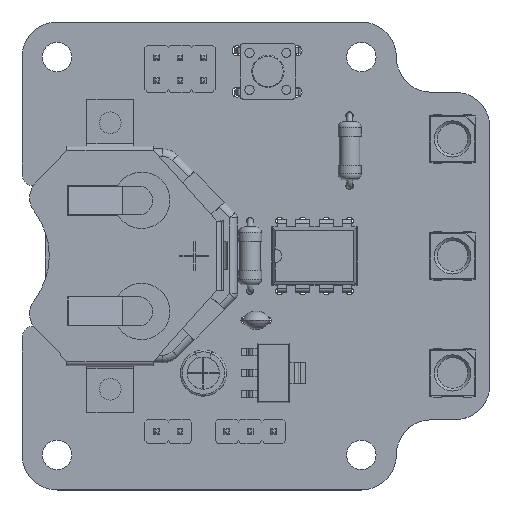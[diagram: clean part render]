
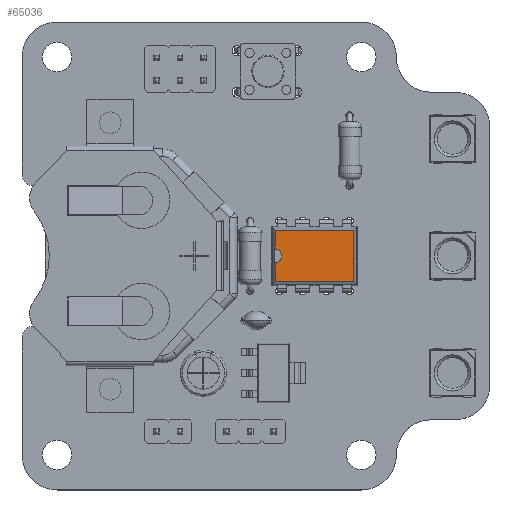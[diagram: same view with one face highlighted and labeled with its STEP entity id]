
A CAD part, top view. The second image highlights one B-rep face of the part: STEP entity #65036.
In plain terms, the highlighted planar face has unit normal (0, 0, 1).
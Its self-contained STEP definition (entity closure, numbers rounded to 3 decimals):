
#56861 = B_SPLINE_SURFACE_WITH_KNOTS('',1,1,(
    (#56862,#56863)
    ,(#56864,#56865
    )),.UNSPECIFIED.,.F.,.F.,.F.,(2,2),(2,2),(0.,9.12),(0.,1.),
  .PIECEWISE_BEZIER_KNOTS.);
#56862 = CARTESIAN_POINT('',(6.91,-8.37,2.157));
#56863 = CARTESIAN_POINT('',(6.586,-8.046,3.68));
#56864 = CARTESIAN_POINT('',(6.91,0.75,2.157));
#56865 = CARTESIAN_POINT('',(6.586,0.426,3.68));
#58690 = B_SPLINE_SURFACE_WITH_KNOTS('',1,1,(
    (#58691,#58692)
    ,(#58693,#58694
    )),.UNSPECIFIED.,.F.,.F.,.F.,(2,2),(2,2),(0.,6.2),(0.,1.),
  .PIECEWISE_BEZIER_KNOTS.);
#58691 = CARTESIAN_POINT('',(6.91,0.75,2.157));
#58692 = CARTESIAN_POINT('',(6.586,0.426,3.68));
#58693 = CARTESIAN_POINT('',(0.71,0.75,2.157));
#58694 = CARTESIAN_POINT('',(1.034,0.426,3.68));
#58771 = B_SPLINE_SURFACE_WITH_KNOTS('',1,1,(
    (#58772,#58773)
    ,(#58774,#58775
    )),.UNSPECIFIED.,.F.,.F.,.F.,(2,2),(2,2),(0.,9.12),(0.,1.),
  .PIECEWISE_BEZIER_KNOTS.);
#58772 = CARTESIAN_POINT('',(0.71,0.75,2.157));
#58773 = CARTESIAN_POINT('',(1.034,0.426,3.68));
#58774 = CARTESIAN_POINT('',(0.71,-8.37,2.157));
#58775 = CARTESIAN_POINT('',(1.034,-8.046,3.68));
#60587 = B_SPLINE_SURFACE_WITH_KNOTS('',1,1,(
    (#60588,#60589)
    ,(#60590,#60591
    )),.UNSPECIFIED.,.F.,.F.,.F.,(2,2),(2,2),(0.,6.2),(0.,1.),
  .PIECEWISE_BEZIER_KNOTS.);
#60588 = CARTESIAN_POINT('',(0.71,-8.37,2.157));
#60589 = CARTESIAN_POINT('',(1.034,-8.046,3.68));
#60590 = CARTESIAN_POINT('',(6.91,-8.37,2.157));
#60591 = CARTESIAN_POINT('',(6.586,-8.046,3.68));
#60693 = VERTEX_POINT('',#60694);
#60694 = CARTESIAN_POINT('',(6.586,0.426,3.68));
#60714 = EDGE_CURVE('',#60715,#60693,#60717,.T.);
#60715 = VERTEX_POINT('',#60716);
#60716 = CARTESIAN_POINT('',(6.586,-8.046,3.68));
#60717 = SURFACE_CURVE('',#60718,(#60722,#60728),.PCURVE_S1.);
#60718 = LINE('',#60719,#60720);
#60719 = CARTESIAN_POINT('',(6.586,-8.046,3.68));
#60720 = VECTOR('',#60721,1.);
#60721 = DIRECTION('',(0.,1.,0.));
#60722 = PCURVE('',#56861,#60723);
#60723 = DEFINITIONAL_REPRESENTATION('',(#60724),#60727);
#60724 = B_SPLINE_CURVE_WITH_KNOTS('',1,(#60725,#60726),.UNSPECIFIED.,
  .F.,.F.,(2,2),(0.,8.473),.PIECEWISE_BEZIER_KNOTS.);
#60725 = CARTESIAN_POINT('',(0.,1.));
#60726 = CARTESIAN_POINT('',(9.12,1.));
#60727 = ( GEOMETRIC_REPRESENTATION_CONTEXT(2) 
PARAMETRIC_REPRESENTATION_CONTEXT() REPRESENTATION_CONTEXT('2D SPACE',''
  ) );
#60728 = PCURVE('',#60729,#60734);
#60729 = PLANE('',#60730);
#60730 = AXIS2_PLACEMENT_3D('',#60731,#60732,#60733);
#60731 = CARTESIAN_POINT('',(6.586,-8.046,3.68));
#60732 = DIRECTION('',(-0.,0.,-1.));
#60733 = DIRECTION('',(-0.548,0.836,0.));
#60734 = DEFINITIONAL_REPRESENTATION('',(#60735),#60739);
#60735 = LINE('',#60736,#60737);
#60736 = CARTESIAN_POINT('',(0.,0.));
#60737 = VECTOR('',#60738,1.);
#60738 = DIRECTION('',(0.836,0.548));
#60739 = ( GEOMETRIC_REPRESENTATION_CONTEXT(2) 
PARAMETRIC_REPRESENTATION_CONTEXT() REPRESENTATION_CONTEXT('2D SPACE',''
  ) );
#62423 = VERTEX_POINT('',#62424);
#62424 = CARTESIAN_POINT('',(1.034,0.426,3.68));
#62444 = EDGE_CURVE('',#62445,#62423,#62447,.T.);
#62445 = VERTEX_POINT('',#62446);
#62446 = CARTESIAN_POINT('',(3.064,0.426,3.68));
#62447 = SURFACE_CURVE('',#62448,(#62452,#62458),.PCURVE_S1.);
#62448 = LINE('',#62449,#62450);
#62449 = CARTESIAN_POINT('',(6.586,0.426,3.68));
#62450 = VECTOR('',#62451,1.);
#62451 = DIRECTION('',(-1.,0.,0.));
#62452 = PCURVE('',#58690,#62453);
#62453 = DEFINITIONAL_REPRESENTATION('',(#62454),#62457);
#62454 = B_SPLINE_CURVE_WITH_KNOTS('',1,(#62455,#62456),.UNSPECIFIED.,
  .F.,.F.,(2,2),(3.523,5.553),
  .PIECEWISE_BEZIER_KNOTS.);
#62455 = CARTESIAN_POINT('',(3.933,1.));
#62456 = CARTESIAN_POINT('',(6.2,1.));
#62457 = ( GEOMETRIC_REPRESENTATION_CONTEXT(2) 
PARAMETRIC_REPRESENTATION_CONTEXT() REPRESENTATION_CONTEXT('2D SPACE',''
  ) );
#62458 = PCURVE('',#60729,#62459);
#62459 = DEFINITIONAL_REPRESENTATION('',(#62460),#62464);
#62460 = LINE('',#62461,#62462);
#62461 = CARTESIAN_POINT('',(7.086,4.644));
#62462 = VECTOR('',#62463,1.);
#62463 = DIRECTION('',(0.548,-0.836));
#62464 = ( GEOMETRIC_REPRESENTATION_CONTEXT(2) 
PARAMETRIC_REPRESENTATION_CONTEXT() REPRESENTATION_CONTEXT('2D SPACE',''
  ) );
#62646 = CYLINDRICAL_SURFACE('',#62647,0.75);
#62647 = AXIS2_PLACEMENT_3D('',#62648,#62649,#62650);
#62648 = CARTESIAN_POINT('',(3.81,0.501,3.68));
#62649 = DIRECTION('',(-0.,0.,-1.));
#62650 = DIRECTION('',(0.,-1.,-0.));
#62948 = VERTEX_POINT('',#62949);
#62949 = CARTESIAN_POINT('',(4.556,0.426,3.68));
#63200 = EDGE_CURVE('',#60693,#62948,#63201,.T.);
#63201 = SURFACE_CURVE('',#63202,(#63206,#63212),.PCURVE_S1.);
#63202 = LINE('',#63203,#63204);
#63203 = CARTESIAN_POINT('',(6.586,0.426,3.68));
#63204 = VECTOR('',#63205,1.);
#63205 = DIRECTION('',(-1.,0.,0.));
#63206 = PCURVE('',#58690,#63207);
#63207 = DEFINITIONAL_REPRESENTATION('',(#63208),#63211);
#63208 = B_SPLINE_CURVE_WITH_KNOTS('',1,(#63209,#63210),.UNSPECIFIED.,
  .F.,.F.,(2,2),(0.,2.03),.PIECEWISE_BEZIER_KNOTS.);
#63209 = CARTESIAN_POINT('',(0.,1.));
#63210 = CARTESIAN_POINT('',(2.267,1.));
#63211 = ( GEOMETRIC_REPRESENTATION_CONTEXT(2) 
PARAMETRIC_REPRESENTATION_CONTEXT() REPRESENTATION_CONTEXT('2D SPACE',''
  ) );
#63212 = PCURVE('',#60729,#63213);
#63213 = DEFINITIONAL_REPRESENTATION('',(#63214),#63218);
#63214 = LINE('',#63215,#63216);
#63215 = CARTESIAN_POINT('',(7.086,4.644));
#63216 = VECTOR('',#63217,1.);
#63217 = DIRECTION('',(0.548,-0.836));
#63218 = ( GEOMETRIC_REPRESENTATION_CONTEXT(2) 
PARAMETRIC_REPRESENTATION_CONTEXT() REPRESENTATION_CONTEXT('2D SPACE',''
  ) );
#63313 = VERTEX_POINT('',#63314);
#63314 = CARTESIAN_POINT('',(1.034,-8.046,3.68));
#63334 = EDGE_CURVE('',#62423,#63313,#63335,.T.);
#63335 = SURFACE_CURVE('',#63336,(#63340,#63346),.PCURVE_S1.);
#63336 = LINE('',#63337,#63338);
#63337 = CARTESIAN_POINT('',(1.034,0.426,3.68));
#63338 = VECTOR('',#63339,1.);
#63339 = DIRECTION('',(0.,-1.,0.));
#63340 = PCURVE('',#58771,#63341);
#63341 = DEFINITIONAL_REPRESENTATION('',(#63342),#63345);
#63342 = B_SPLINE_CURVE_WITH_KNOTS('',1,(#63343,#63344),.UNSPECIFIED.,
  .F.,.F.,(2,2),(0.,8.473),.PIECEWISE_BEZIER_KNOTS.);
#63343 = CARTESIAN_POINT('',(0.,1.));
#63344 = CARTESIAN_POINT('',(9.12,1.));
#63345 = ( GEOMETRIC_REPRESENTATION_CONTEXT(2) 
PARAMETRIC_REPRESENTATION_CONTEXT() REPRESENTATION_CONTEXT('2D SPACE',''
  ) );
#63346 = PCURVE('',#60729,#63347);
#63347 = DEFINITIONAL_REPRESENTATION('',(#63348),#63352);
#63348 = LINE('',#63349,#63350);
#63349 = CARTESIAN_POINT('',(10.13,0.));
#63350 = VECTOR('',#63351,1.);
#63351 = DIRECTION('',(-0.836,-0.548));
#63352 = ( GEOMETRIC_REPRESENTATION_CONTEXT(2) 
PARAMETRIC_REPRESENTATION_CONTEXT() REPRESENTATION_CONTEXT('2D SPACE',''
  ) );
#65016 = EDGE_CURVE('',#63313,#60715,#65017,.T.);
#65017 = SURFACE_CURVE('',#65018,(#65022,#65028),.PCURVE_S1.);
#65018 = LINE('',#65019,#65020);
#65019 = CARTESIAN_POINT('',(1.034,-8.046,3.68));
#65020 = VECTOR('',#65021,1.);
#65021 = DIRECTION('',(1.,0.,0.));
#65022 = PCURVE('',#60587,#65023);
#65023 = DEFINITIONAL_REPRESENTATION('',(#65024),#65027);
#65024 = B_SPLINE_CURVE_WITH_KNOTS('',1,(#65025,#65026),.UNSPECIFIED.,
  .F.,.F.,(2,2),(0.,5.553),.PIECEWISE_BEZIER_KNOTS.);
#65025 = CARTESIAN_POINT('',(0.,1.));
#65026 = CARTESIAN_POINT('',(6.2,1.));
#65027 = ( GEOMETRIC_REPRESENTATION_CONTEXT(2) 
PARAMETRIC_REPRESENTATION_CONTEXT() REPRESENTATION_CONTEXT('2D SPACE',''
  ) );
#65028 = PCURVE('',#60729,#65029);
#65029 = DEFINITIONAL_REPRESENTATION('',(#65030),#65034);
#65030 = LINE('',#65031,#65032);
#65031 = CARTESIAN_POINT('',(3.044,-4.644));
#65032 = VECTOR('',#65033,1.);
#65033 = DIRECTION('',(-0.548,0.836));
#65034 = ( GEOMETRIC_REPRESENTATION_CONTEXT(2) 
PARAMETRIC_REPRESENTATION_CONTEXT() REPRESENTATION_CONTEXT('2D SPACE',''
  ) );
#65036 = ADVANCED_FACE('',(#65037),#60729,.F.);
#65037 = FACE_BOUND('',#65038,.F.);
#65038 = EDGE_LOOP('',(#65039,#65040,#65041,#65042,#65043,#65067,#65089)
  );
#65039 = ORIENTED_EDGE('',*,*,#60714,.F.);
#65040 = ORIENTED_EDGE('',*,*,#65016,.F.);
#65041 = ORIENTED_EDGE('',*,*,#63334,.F.);
#65042 = ORIENTED_EDGE('',*,*,#62444,.F.);
#65043 = ORIENTED_EDGE('',*,*,#65044,.F.);
#65044 = EDGE_CURVE('',#65045,#62445,#65047,.T.);
#65045 = VERTEX_POINT('',#65046);
#65046 = CARTESIAN_POINT('',(3.81,-0.249,3.68));
#65047 = SURFACE_CURVE('',#65048,(#65053,#65060),.PCURVE_S1.);
#65048 = CIRCLE('',#65049,0.75);
#65049 = AXIS2_PLACEMENT_3D('',#65050,#65051,#65052);
#65050 = CARTESIAN_POINT('',(3.81,0.501,3.68));
#65051 = DIRECTION('',(0.,-0.,-1.));
#65052 = DIRECTION('',(0.,-1.,0.));
#65053 = PCURVE('',#60729,#65054);
#65054 = DEFINITIONAL_REPRESENTATION('',(#65055),#65059);
#65055 = CIRCLE('',#65056,0.75);
#65056 = AXIS2_PLACEMENT_2D('',#65057,#65058);
#65057 = CARTESIAN_POINT('',(8.671,2.363));
#65058 = DIRECTION('',(-0.836,-0.548));
#65059 = ( GEOMETRIC_REPRESENTATION_CONTEXT(2) 
PARAMETRIC_REPRESENTATION_CONTEXT() REPRESENTATION_CONTEXT('2D SPACE',''
  ) );
#65060 = PCURVE('',#62646,#65061);
#65061 = DEFINITIONAL_REPRESENTATION('',(#65062),#65066);
#65062 = LINE('',#65063,#65064);
#65063 = CARTESIAN_POINT('',(0.,0.));
#65064 = VECTOR('',#65065,1.);
#65065 = DIRECTION('',(1.,0.));
#65066 = ( GEOMETRIC_REPRESENTATION_CONTEXT(2) 
PARAMETRIC_REPRESENTATION_CONTEXT() REPRESENTATION_CONTEXT('2D SPACE',''
  ) );
#65067 = ORIENTED_EDGE('',*,*,#65068,.F.);
#65068 = EDGE_CURVE('',#62948,#65045,#65069,.T.);
#65069 = SURFACE_CURVE('',#65070,(#65075,#65082),.PCURVE_S1.);
#65070 = CIRCLE('',#65071,0.75);
#65071 = AXIS2_PLACEMENT_3D('',#65072,#65073,#65074);
#65072 = CARTESIAN_POINT('',(3.81,0.501,3.68));
#65073 = DIRECTION('',(0.,-0.,-1.));
#65074 = DIRECTION('',(0.,-1.,0.));
#65075 = PCURVE('',#60729,#65076);
#65076 = DEFINITIONAL_REPRESENTATION('',(#65077),#65081);
#65077 = CIRCLE('',#65078,0.75);
#65078 = AXIS2_PLACEMENT_2D('',#65079,#65080);
#65079 = CARTESIAN_POINT('',(8.671,2.363));
#65080 = DIRECTION('',(-0.836,-0.548));
#65081 = ( GEOMETRIC_REPRESENTATION_CONTEXT(2) 
PARAMETRIC_REPRESENTATION_CONTEXT() REPRESENTATION_CONTEXT('2D SPACE',''
  ) );
#65082 = PCURVE('',#62646,#65083);
#65083 = DEFINITIONAL_REPRESENTATION('',(#65084),#65088);
#65084 = LINE('',#65085,#65086);
#65085 = CARTESIAN_POINT('',(-6.283,0.));
#65086 = VECTOR('',#65087,1.);
#65087 = DIRECTION('',(1.,0.));
#65088 = ( GEOMETRIC_REPRESENTATION_CONTEXT(2) 
PARAMETRIC_REPRESENTATION_CONTEXT() REPRESENTATION_CONTEXT('2D SPACE',''
  ) );
#65089 = ORIENTED_EDGE('',*,*,#63200,.F.);
